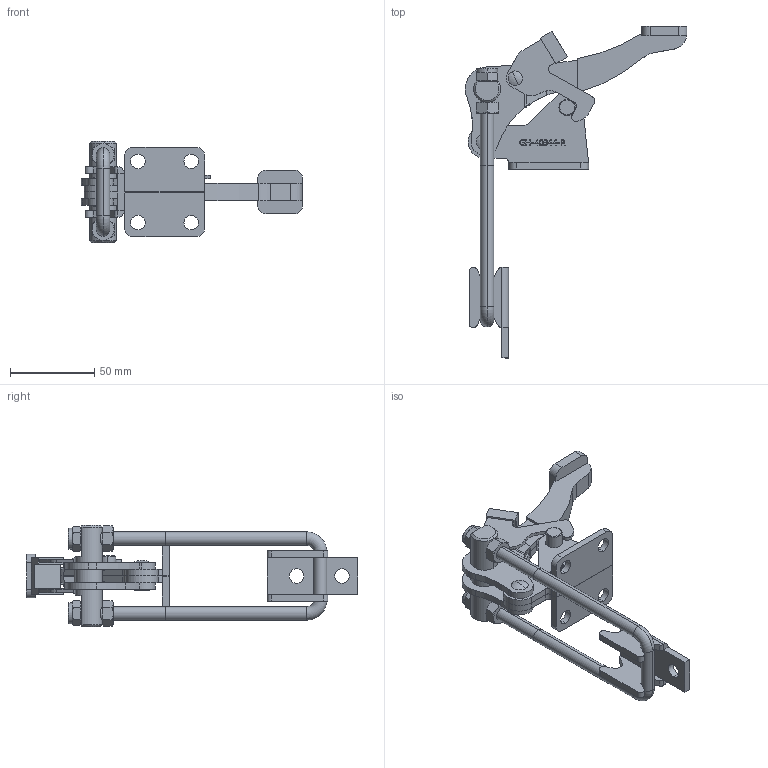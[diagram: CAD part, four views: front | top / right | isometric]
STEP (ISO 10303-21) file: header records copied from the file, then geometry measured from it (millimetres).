
FILE_DESCRIPTION (( 'STEP AP214' ), '1' );
FILE_NAME ('GH-40344-R(Â²¤Æ).STEP', '2020-07-08T05:08:33', ( 'LinWei' ), ( '' ), 'SwSTEP 2.0', 'SolidWorks 2016', '' );
FILE_SCHEMA (( 'AUTOMOTIVE_DESIGN' ));
Length unit declared in the file: millimetre
Products named in the file (6): 14034414-1^GH-40344-R(簡化); 44034444-3^GH-40344-R(簡化); Group5^GH-40344-R(簡化); Group2^GH-40344-R(簡化); Group1^GH-40344-R(簡化); GH-40344-R(簡化)
Assembly tree (5 placements, depth 2):
  GH-40344-R(簡化)
    Group1^GH-40344-R(簡化)
    Group2^GH-40344-R(簡化)
    Group5^GH-40344-R(簡化)
    44034444-3^GH-40344-R(簡化)
    14034414-1^GH-40344-R(簡化)
Bounding box: 131.75 x 197.54 x 60.3 mm (x, y, z)
Volume: 96682.1 mm3; surface area: 49570.2 mm2
Topology: 8 solids, 8 shells, 536 faces, 1348 edges, 856 vertices
Faces by surface type: plane 262, cylinder 157, cone 53, bspline 48, torus 12, sphere 4
Entity records: 20660 total; most frequent: CARTESIAN_POINT 6076, ORIENTED_EDGE 2696, DIRECTION 2511, EDGE_CURVE 1348, AXIS2_PLACEMENT_3D 865, VERTEX_POINT 856, VECTOR 781, LINE 781
